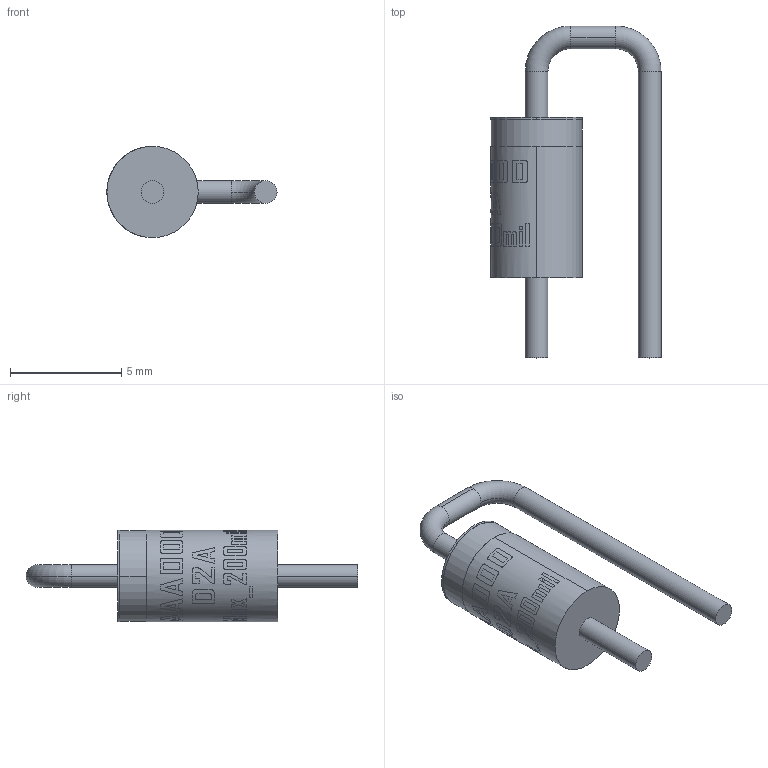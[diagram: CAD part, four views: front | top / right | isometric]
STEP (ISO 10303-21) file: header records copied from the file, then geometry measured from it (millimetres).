
FILE_DESCRIPTION (( 'STEP AP214' ), '1' );
FILE_NAME ('D2A_Max_200mil_rev1.0.STEP', '2023-03-16T20:05:59', ( '' ), ( '' ), 'SwSTEP 2.0', 'SolidWorks 2020', '' );
FILE_SCHEMA (( 'AUTOMOTIVE_DESIGN' ));
Length unit declared in the file: millimetre
Products named in the file (1): D2A_Max_200mil_rev1.0
Bounding box: 7.64 x 14.91 x 4.1 mm (x, y, z)
Volume: 115.6 mm3; surface area: 200.6 mm2
Topology: 1 solids, 1 shells, 55 faces, 289 edges, 271 vertices
Faces by surface type: cylinder 45, plane 6, torus 4
Entity records: 4280 total; most frequent: CARTESIAN_POINT 1235, ORIENTED_EDGE 578, DIRECTION 429, EDGE_CURVE 289, VERTEX_POINT 271, AXIS2_PLACEMENT_3D 173, CIRCLE 117, EDGE_LOOP 90
